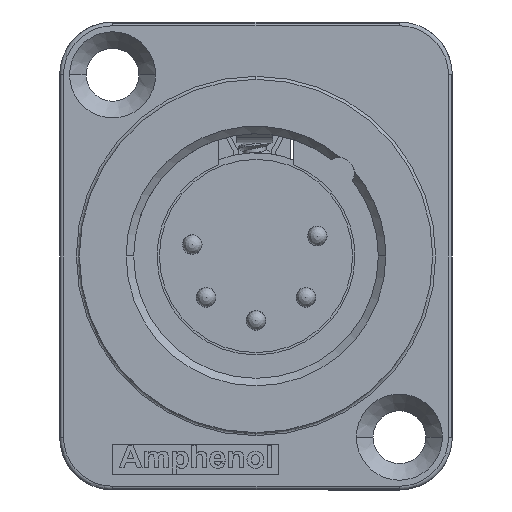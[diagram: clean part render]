
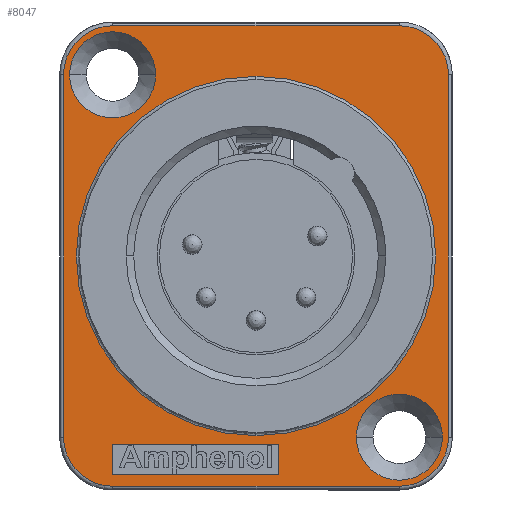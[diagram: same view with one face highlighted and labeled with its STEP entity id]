
A CAD part, left-side view. The second image highlights one B-rep face of the part: STEP entity #8047.
In plain terms, the highlighted face is planar.
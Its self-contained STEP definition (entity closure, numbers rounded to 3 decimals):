
#181=CARTESIAN_POINT('',(12.,-12.35,1.5));
#182=VERTEX_POINT('',#181);
#198=CARTESIAN_POINT('',(12.,-6.65,1.5));
#199=VERTEX_POINT('',#198);
#206=CARTESIAN_POINT('',(12.,-9.5,1.5));
#207=DIRECTION('',(0.0,0.0,1.0));
#208=DIRECTION('',(0.0,-1.0,0.0));
#209=AXIS2_PLACEMENT_3D('',#206,#207,#208);
#210=CIRCLE('',#209,2.85);
#211=EDGE_CURVE('',#182,#199,#210,.T.);
#223=CARTESIAN_POINT('',(-12.,6.65,1.5));
#224=VERTEX_POINT('',#223);
#240=CARTESIAN_POINT('',(-12.,12.35,1.5));
#241=VERTEX_POINT('',#240);
#248=CARTESIAN_POINT('',(-12.,9.5,1.5));
#249=DIRECTION('',(0.0,0.0,1.0));
#250=DIRECTION('',(0.0,-1.0,0.0));
#251=AXIS2_PLACEMENT_3D('',#248,#249,#250);
#252=CIRCLE('',#251,2.85);
#253=EDGE_CURVE('',#224,#241,#252,.T.);
#1111=CARTESIAN_POINT('',(11.9,0.0,1.5));
#1112=VERTEX_POINT('',#1111);
#1120=CARTESIAN_POINT('',(-11.9,0.,1.5));
#1121=VERTEX_POINT('',#1120);
#1122=CARTESIAN_POINT('',(0.0,0.0,1.5));
#1123=DIRECTION('',(0.0,0.0,-1.0));
#1124=DIRECTION('',(-1.0,0.0,0.0));
#1125=AXIS2_PLACEMENT_3D('',#1122,#1123,#1124);
#1126=CIRCLE('',#1125,11.9);
#1127=EDGE_CURVE('',#1112,#1121,#1126,.T.);
#1245=CARTESIAN_POINT('',(-12.,-12.75,1.5));
#1246=VERTEX_POINT('',#1245);
#1254=CARTESIAN_POINT('',(12.,-12.75,1.5));
#1255=VERTEX_POINT('',#1254);
#1256=CARTESIAN_POINT('',(-12.,-12.75,1.5));
#1257=DIRECTION('',(1.0,0.0,0.0));
#1258=VECTOR('',#1257,24.);
#1259=LINE('',#1256,#1258);
#1260=EDGE_CURVE('',#1246,#1255,#1259,.T.);
#1287=CARTESIAN_POINT('',(-15.25,9.5,1.5));
#1288=VERTEX_POINT('',#1287);
#1296=CARTESIAN_POINT('',(-15.25,-9.5,1.5));
#1297=VERTEX_POINT('',#1296);
#1298=CARTESIAN_POINT('',(-15.25,9.5,1.5));
#1299=DIRECTION('',(0.0,-1.0,0.0));
#1300=VECTOR('',#1299,19.);
#1301=LINE('',#1298,#1300);
#1302=EDGE_CURVE('',#1288,#1297,#1301,.T.);
#1329=CARTESIAN_POINT('',(15.25,-9.5,1.5));
#1330=VERTEX_POINT('',#1329);
#1338=CARTESIAN_POINT('',(15.25,9.5,1.5));
#1339=VERTEX_POINT('',#1338);
#1340=CARTESIAN_POINT('',(15.25,-9.5,1.5));
#1341=DIRECTION('',(0.0,1.0,0.0));
#1342=VECTOR('',#1341,19.0);
#1343=LINE('',#1340,#1342);
#1344=EDGE_CURVE('',#1330,#1339,#1343,.T.);
#1371=CARTESIAN_POINT('',(12.,12.75,1.5));
#1372=VERTEX_POINT('',#1371);
#1380=CARTESIAN_POINT('',(-12.,12.75,1.5));
#1381=VERTEX_POINT('',#1380);
#1382=CARTESIAN_POINT('',(12.,12.75,1.5));
#1383=DIRECTION('',(-1.0,0.0,0.0));
#1384=VECTOR('',#1383,24.);
#1385=LINE('',#1382,#1384);
#1386=EDGE_CURVE('',#1372,#1381,#1385,.T.);
#7419=CARTESIAN_POINT('',(14.5,9.5,1.5));
#7420=VERTEX_POINT('',#7419);
#7427=CARTESIAN_POINT('',(14.5,-1.5,1.5));
#7428=VERTEX_POINT('',#7427);
#7429=CARTESIAN_POINT('',(14.5,-1.5,1.5));
#7430=DIRECTION('',(0.0,1.0,0.0));
#7431=VECTOR('',#7430,11.);
#7432=LINE('',#7429,#7431);
#7433=EDGE_CURVE('',#7428,#7420,#7432,.T.);
#7458=CARTESIAN_POINT('',(12.5,-1.5,1.5));
#7459=VERTEX_POINT('',#7458);
#7460=CARTESIAN_POINT('',(12.5,-1.5,1.5));
#7461=DIRECTION('',(1.0,0.0,0.0));
#7462=VECTOR('',#7461,2.0);
#7463=LINE('',#7460,#7462);
#7464=EDGE_CURVE('',#7459,#7428,#7463,.T.);
#7489=CARTESIAN_POINT('',(12.5,9.5,1.5));
#7490=VERTEX_POINT('',#7489);
#7491=CARTESIAN_POINT('',(12.5,9.5,1.5));
#7492=DIRECTION('',(0.0,-1.0,0.0));
#7493=VECTOR('',#7492,11.);
#7494=LINE('',#7491,#7493);
#7495=EDGE_CURVE('',#7490,#7459,#7494,.T.);
#7518=CARTESIAN_POINT('',(14.5,9.5,1.5));
#7519=DIRECTION('',(-1.0,0.0,0.0));
#7520=VECTOR('',#7519,2.);
#7521=LINE('',#7518,#7520);
#7522=EDGE_CURVE('',#7420,#7490,#7521,.T.);
#7719=CARTESIAN_POINT('',(12.,9.5,1.5));
#7720=DIRECTION('',(0.0,0.0,1.));
#7721=DIRECTION('',(0.707,0.707,0.0));
#7722=AXIS2_PLACEMENT_3D('',#7719,#7720,#7721);
#7723=CIRCLE('',#7722,3.25);
#7724=EDGE_CURVE('',#1339,#1372,#7723,.T.);
#7762=CARTESIAN_POINT('',(-12.,9.5,1.5));
#7763=DIRECTION('',(0.0,0.0,1.));
#7764=DIRECTION('',(-0.707,0.707,0.0));
#7765=AXIS2_PLACEMENT_3D('',#7762,#7763,#7764);
#7766=CIRCLE('',#7765,3.25);
#7767=EDGE_CURVE('',#1381,#1288,#7766,.T.);
#7835=CARTESIAN_POINT('',(12.,-9.5,1.5));
#7836=DIRECTION('',(0.0,0.0,1.));
#7837=DIRECTION('',(0.707,-0.707,0.0));
#7838=AXIS2_PLACEMENT_3D('',#7835,#7836,#7837);
#7839=CIRCLE('',#7838,3.25);
#7840=EDGE_CURVE('',#1255,#1330,#7839,.T.);
#7878=CARTESIAN_POINT('',(-12.,-9.5,1.5));
#7879=DIRECTION('',(0.0,0.0,1.));
#7880=DIRECTION('',(-0.707,-0.707,0.0));
#7881=AXIS2_PLACEMENT_3D('',#7878,#7879,#7880);
#7882=CIRCLE('',#7881,3.25);
#7883=EDGE_CURVE('',#1297,#1246,#7882,.T.);
#7996=CARTESIAN_POINT('',(-16.775,-14.025,1.5));
#7997=DIRECTION('',(0.0,0.0,1.0));
#7998=DIRECTION('',(1.0,0.0,0.0));
#7999=AXIS2_PLACEMENT_3D('',#7996,#7997,#7998);
#8000=PLANE('',#7999);
#8001=ORIENTED_EDGE('',*,*,#1386,.F.);
#8002=ORIENTED_EDGE('',*,*,#7724,.F.);
#8003=ORIENTED_EDGE('',*,*,#1344,.F.);
#8004=ORIENTED_EDGE('',*,*,#7840,.F.);
#8005=ORIENTED_EDGE('',*,*,#1260,.F.);
#8006=ORIENTED_EDGE('',*,*,#7883,.F.);
#8007=ORIENTED_EDGE('',*,*,#1302,.F.);
#8008=ORIENTED_EDGE('',*,*,#7767,.F.);
#8009=EDGE_LOOP('',(#8001,#8002,#8003,#8004,#8005,#8006,#8007,#8008));
#8010=FACE_OUTER_BOUND('',#8009,.T.);
#8011=ORIENTED_EDGE('',*,*,#7433,.T.);
#8012=ORIENTED_EDGE('',*,*,#7522,.T.);
#8013=ORIENTED_EDGE('',*,*,#7495,.T.);
#8014=ORIENTED_EDGE('',*,*,#7464,.T.);
#8015=EDGE_LOOP('',(#8011,#8012,#8013,#8014));
#8016=FACE_BOUND('',#8015,.T.);
#8017=ORIENTED_EDGE('',*,*,#1127,.F.);
#8018=CARTESIAN_POINT('',(0.0,0.0,1.5));
#8019=DIRECTION('',(0.0,0.0,-1.0));
#8020=DIRECTION('',(-1.0,0.0,0.0));
#8021=AXIS2_PLACEMENT_3D('',#8018,#8019,#8020);
#8022=CIRCLE('',#8021,11.9);
#8023=EDGE_CURVE('',#1121,#1112,#8022,.T.);
#8024=ORIENTED_EDGE('',*,*,#8023,.F.);
#8025=EDGE_LOOP('',(#8017,#8024));
#8026=FACE_BOUND('',#8025,.T.);
#8027=ORIENTED_EDGE('',*,*,#253,.T.);
#8028=CARTESIAN_POINT('',(-12.,9.5,1.5));
#8029=DIRECTION('',(0.0,0.0,1.0));
#8030=DIRECTION('',(0.0,-1.0,0.0));
#8031=AXIS2_PLACEMENT_3D('',#8028,#8029,#8030);
#8032=CIRCLE('',#8031,2.85);
#8033=EDGE_CURVE('',#241,#224,#8032,.T.);
#8034=ORIENTED_EDGE('',*,*,#8033,.T.);
#8035=EDGE_LOOP('',(#8027,#8034));
#8036=FACE_BOUND('',#8035,.T.);
#8037=ORIENTED_EDGE('',*,*,#211,.T.);
#8038=CARTESIAN_POINT('',(12.,-9.5,1.5));
#8039=DIRECTION('',(0.0,0.0,1.0));
#8040=DIRECTION('',(0.0,-1.0,0.0));
#8041=AXIS2_PLACEMENT_3D('',#8038,#8039,#8040);
#8042=CIRCLE('',#8041,2.85);
#8043=EDGE_CURVE('',#199,#182,#8042,.T.);
#8044=ORIENTED_EDGE('',*,*,#8043,.T.);
#8045=EDGE_LOOP('',(#8037,#8044));
#8046=FACE_BOUND('',#8045,.T.);
#8047=ADVANCED_FACE('',(#8010,#8016,#8026,#8036,#8046),#8000,.F.);
